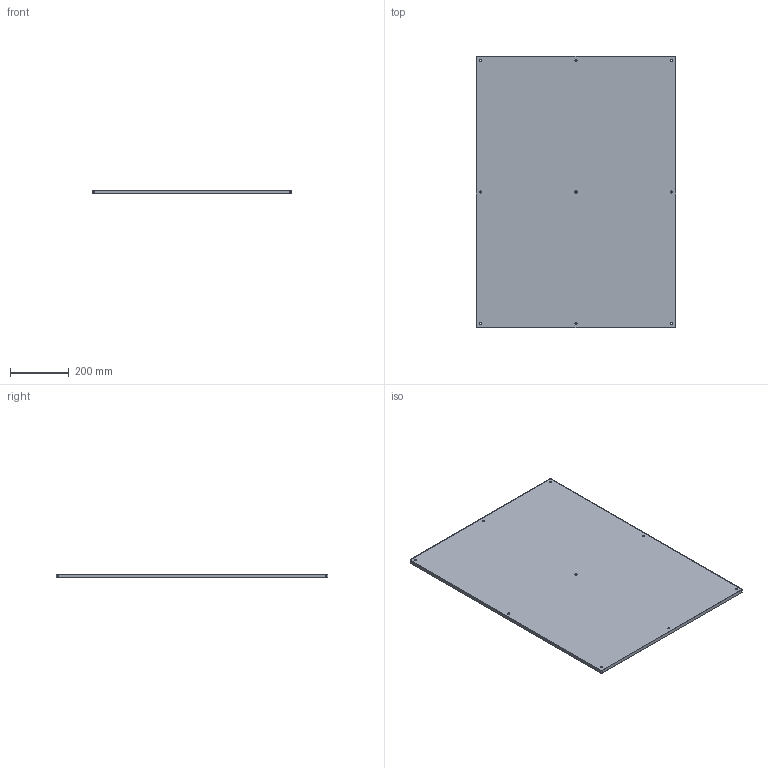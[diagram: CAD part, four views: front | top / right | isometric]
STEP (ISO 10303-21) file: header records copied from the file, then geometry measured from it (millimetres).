
FILE_DESCRIPTION(('CATIA V5 STEP Exchange','CAx-IF Rec.Pracs.--- Model Styling and Organization---1.2---2011-12-15'),'2;1');
FILE_NAME ('D1449769_0_1194050000_1194050000.stp','2018-07-28T11:11:21+00:00',('none'),('Weidmueller'),'CATIA Version 5-6 Release 2014','CATIA V5 STEP AP214','none');
FILE_SCHEMA(('AUTOMOTIVE_DESIGN { 1 0 10303 214 1 1 1 1 }'));
Length unit declared in the file: millimetre
Products named in the file (1): 1194050000
Bounding box: 680 x 926 x 12 mm (x, y, z)
Volume: 994462.8 mm3; surface area: 1330872.1 mm2
Topology: 1 solids, 1 shells, 37 faces, 102 edges, 68 vertices
Faces by surface type: cylinder 26, plane 11
Entity records: 1175 total; most frequent: ORIENTED_EDGE 204, CARTESIAN_POINT 200, DIRECTION 160, EDGE_CURVE 102, AXIS2_PLACEMENT_3D 82, VERTEX_POINT 68, EDGE_LOOP 56, CIRCLE 52
